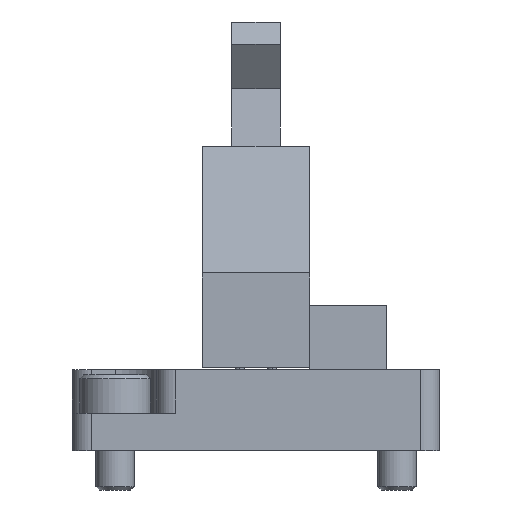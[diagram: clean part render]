
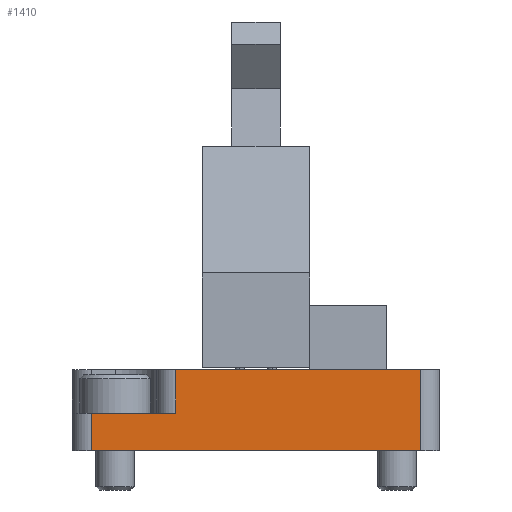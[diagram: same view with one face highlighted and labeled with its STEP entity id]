
A CAD part, front view. The second image highlights one B-rep face of the part: STEP entity #1410.
In plain terms, the highlighted face is planar.
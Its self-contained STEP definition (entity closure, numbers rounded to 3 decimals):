
#196 = VERTEX_POINT ( 'NONE', #5532 ) ;
#197 = VECTOR ( 'NONE', #3118, 1000. ) ;
#261 = LINE ( 'NONE', #1132, #2540 ) ;
#495 = VERTEX_POINT ( 'NONE', #1821 ) ;
#1027 = CARTESIAN_POINT ( 'NONE',  ( 30., 2.95, 6.25 ) ) ;
#1132 = CARTESIAN_POINT ( 'NONE',  ( 30., 2.95, 7.75 ) ) ;
#1138 = LINE ( 'NONE', #3329, #4642 ) ;
#1410 = ADVANCED_FACE ( 'NONE', ( #1681 ), #8288, .T. ) ;
#1455 = CARTESIAN_POINT ( 'NONE',  ( 30., 2.95, 12.85 ) ) ;
#1602 = VECTOR ( 'NONE', #3025, 1000. ) ;
#1681 = FACE_OUTER_BOUND ( 'NONE', #6994, .T. ) ;
#1811 = AXIS2_PLACEMENT_3D ( 'NONE', #6132, #5408, #1948 ) ;
#1821 = CARTESIAN_POINT ( 'NONE',  ( 30., 6.35, -12.85 ) ) ;
#1948 = DIRECTION ( 'NONE',  ( 0., 1., 0. ) ) ;
#2266 = CARTESIAN_POINT ( 'NONE',  ( 30., 0., 12.85 ) ) ;
#2429 = VERTEX_POINT ( 'NONE', #7126 ) ;
#2540 = VECTOR ( 'NONE', #6974, 1000. ) ;
#2679 = CARTESIAN_POINT ( 'NONE',  ( 30., 6.35, -12.85 ) ) ;
#3025 = DIRECTION ( 'NONE',  ( 0., -1., 0. ) ) ;
#3096 = ORIENTED_EDGE ( 'NONE', *, *, #7496, .T. ) ;
#3118 = DIRECTION ( 'NONE',  ( 0., -1., 0. ) ) ;
#3329 = CARTESIAN_POINT ( 'NONE',  ( 30., 6.35, 14.35 ) ) ;
#3512 = ORIENTED_EDGE ( 'NONE', *, *, #8227, .T. ) ;
#3818 = DIRECTION ( 'NONE',  ( 0., 0., -1. ) ) ;
#3930 = EDGE_CURVE ( 'NONE', #5917, #495, #4932, .T. ) ;
#3998 = CARTESIAN_POINT ( 'NONE',  ( 30., 0., -12.85 ) ) ;
#4037 = EDGE_CURVE ( 'NONE', #6081, #5917, #6599, .T. ) ;
#4093 = ORIENTED_EDGE ( 'NONE', *, *, #7300, .F. ) ;
#4642 = VECTOR ( 'NONE', #6253, 1000. ) ;
#4932 = LINE ( 'NONE', #2679, #5026 ) ;
#5026 = VECTOR ( 'NONE', #7857, 1000. ) ;
#5132 = LINE ( 'NONE', #2266, #1602 ) ;
#5325 = LINE ( 'NONE', #1027, #197 ) ;
#5408 = DIRECTION ( 'NONE',  ( 1., 0., 0. ) ) ;
#5532 = CARTESIAN_POINT ( 'NONE',  ( 30., 6.35, 6.25 ) ) ;
#5852 = ORIENTED_EDGE ( 'NONE', *, *, #3930, .T. ) ;
#5877 = ORIENTED_EDGE ( 'NONE', *, *, #9157, .F. ) ;
#5917 = VERTEX_POINT ( 'NONE', #3998 ) ;
#6008 = ORIENTED_EDGE ( 'NONE', *, *, #4037, .T. ) ;
#6081 = VERTEX_POINT ( 'NONE', #9295 ) ;
#6132 = CARTESIAN_POINT ( 'NONE',  ( 30., 6.35, 14.35 ) ) ;
#6253 = DIRECTION ( 'NONE',  ( 0., 0., -1. ) ) ;
#6599 = LINE ( 'NONE', #7374, #7946 ) ;
#6974 = DIRECTION ( 'NONE',  ( 0., 0., -1. ) ) ;
#6994 = EDGE_LOOP ( 'NONE', ( #6008, #5852, #4093, #3096, #5877, #3512 ) ) ;
#7126 = CARTESIAN_POINT ( 'NONE',  ( 30., 2.95, 6.25 ) ) ;
#7300 = EDGE_CURVE ( 'NONE', #196, #495, #1138, .T. ) ;
#7332 = VERTEX_POINT ( 'NONE', #1455 ) ;
#7374 = CARTESIAN_POINT ( 'NONE',  ( 30., 0., 14.35 ) ) ;
#7496 = EDGE_CURVE ( 'NONE', #196, #2429, #5325, .T. ) ;
#7857 = DIRECTION ( 'NONE',  ( 0., 1., 0. ) ) ;
#7946 = VECTOR ( 'NONE', #3818, 1000. ) ;
#8227 = EDGE_CURVE ( 'NONE', #7332, #6081, #5132, .T. ) ;
#8288 = PLANE ( 'NONE',  #1811 ) ;
#9157 = EDGE_CURVE ( 'NONE', #7332, #2429, #261, .T. ) ;
#9295 = CARTESIAN_POINT ( 'NONE',  ( 30., 0., 12.85 ) ) ;
